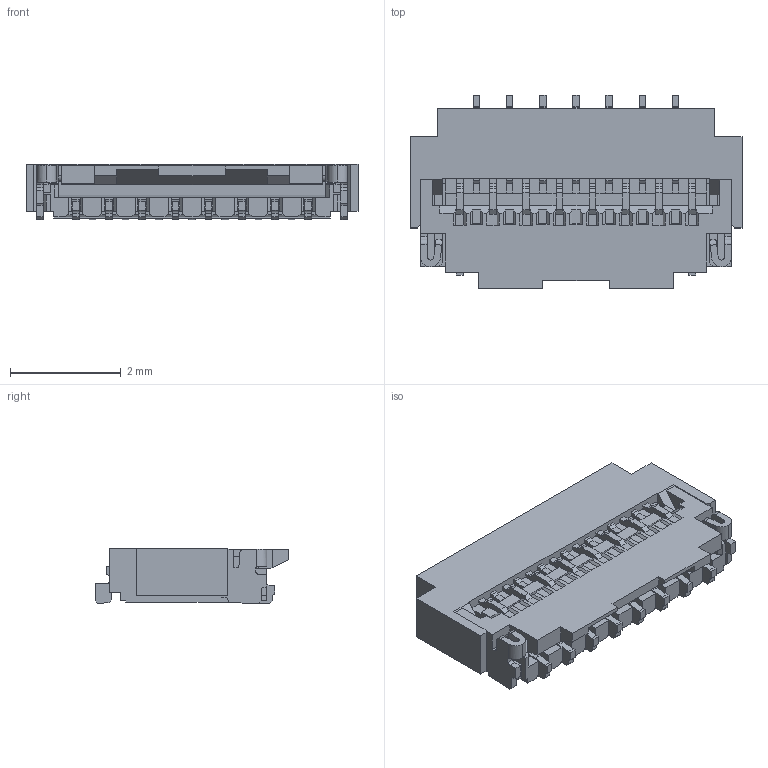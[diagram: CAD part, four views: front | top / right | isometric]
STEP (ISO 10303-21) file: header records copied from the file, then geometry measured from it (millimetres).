
FILE_DESCRIPTION (( 'STEP AP203' ), '1' );
FILE_NAME ('FH26W-15S.STEP', '2021-04-22T04:59:41', ( '' ), ( '' ), 'SwSTEP 2.0', 'SolidWorks 2019', '' );
FILE_SCHEMA (( 'CONFIG_CONTROL_DESIGN' ));
Length unit declared in the file: millimetre
Products named in the file (2): FH26W_芯数展開ベースモデル_15芯; FH26W-15S
Assembly tree (1 placements, depth 2):
  FH26W-15S
    FH26W_芯数展開ベースモデル_15芯
Bounding box: 6 x 3.5 x 1 mm (x, y, z)
Volume: 12.6 mm3; surface area: 87.4 mm2
Topology: 1 solids, 1 shells, 691 faces, 2040 edges, 1346 vertices
Faces by surface type: plane 598, cylinder 93
Entity records: 22928 total; most frequent: CARTESIAN_POINT 4105, ORIENTED_EDGE 4080, DIRECTION 3610, EDGE_CURVE 2040, LINE 1848, VECTOR 1848, VERTEX_POINT 1346, AXIS2_PLACEMENT_3D 881
